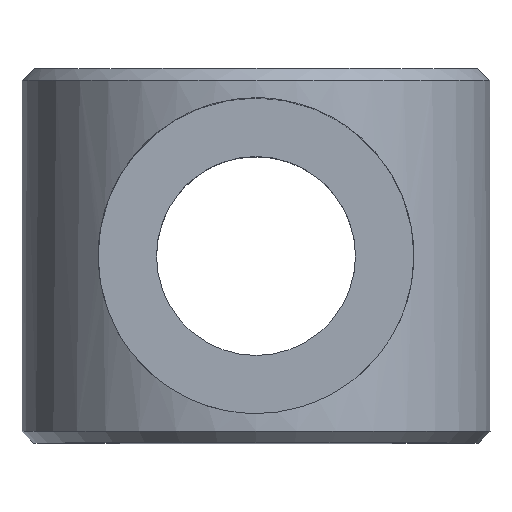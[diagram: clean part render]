
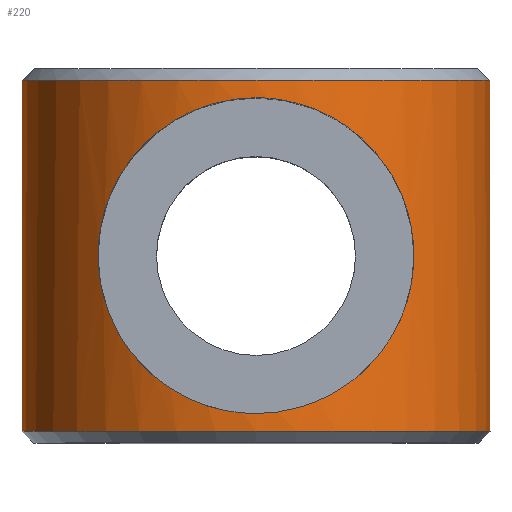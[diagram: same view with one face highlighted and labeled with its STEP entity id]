
A CAD part, top view. The second image highlights one B-rep face of the part: STEP entity #220.
In plain terms, the highlighted cylindrical face has radius 10 mm (diameter 20 mm), a full revolution.
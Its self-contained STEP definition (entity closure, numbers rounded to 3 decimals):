
#15=B_SPLINE_CURVE_WITH_KNOTS('',3,(#369,#370,#371,#372,#373,#374,#375,
#376,#377,#378),.UNSPECIFIED.,.F.,.F.,(4,2,2,2,4),(0.,0.267,
0.534,0.797,1.061),.UNSPECIFIED.);
#16=B_SPLINE_CURVE_WITH_KNOTS('',3,(#380,#381,#382,#383,#384,#385,#386,
#387,#388,#389,#390,#391,#392,#393,#394,#395,#396,#397),.UNSPECIFIED.,.F.,
 .F.,(4,2,2,2,2,2,2,2,4),(-3.182,-2.919,-2.655,
-2.388,-2.122,-1.855,-1.588,
-1.324,-1.061),.UNSPECIFIED.);
#17=B_SPLINE_CURVE_WITH_KNOTS('',3,(#398,#399,#400,#401,#402,#403,#404,
#405,#406,#407),.UNSPECIFIED.,.F.,.F.,(4,2,2,2,4),(-1.061,-0.797,
-0.534,-0.267,0.),.UNSPECIFIED.);
#18=B_SPLINE_CURVE_WITH_KNOTS('',3,(#410,#411,#412,#413,#414,#415,#416,
#417,#418,#419,#420,#421,#422,#423,#424,#425,#426,#427,#428,#429,#430,#431,
#432,#433,#434,#435,#436,#437,#438,#439,#440,#441,#442,#443),
 .UNSPECIFIED.,.T.,.F.,(4,2,2,2,2,2,2,2,2,2,2,2,2,2,2,2,4),(-2.598,
-2.435,-2.273,-2.111,-1.948,
-1.786,-1.624,-1.461,-1.299,
-1.136,-0.974,-0.812,-0.649,
-0.487,-0.325,-0.162,0.),
 .UNSPECIFIED.);
#21=CYLINDRICAL_SURFACE('',#261,10.);
#25=FACE_BOUND('',#59,.T.);
#26=CIRCLE('',#244,10.);
#30=CIRCLE('',#253,10.);
#31=CIRCLE('',#254,10.);
#32=CIRCLE('',#258,10.);
#33=CIRCLE('',#259,10.);
#45=FACE_OUTER_BOUND('',#58,.T.);
#58=EDGE_LOOP('',(#187,#188,#189,#190,#191,#192,#193,#194,#195,#196,#197,
#198,#199,#200));
#59=EDGE_LOOP('',(#201));
#61=LINE('',#330,#76);
#67=LINE('',#344,#82);
#74=LINE('',#454,#89);
#75=LINE('',#455,#90);
#76=VECTOR('',#267,10.);
#82=VECTOR('',#279,10.);
#89=VECTOR('',#318,10.);
#90=VECTOR('',#319,10.);
#93=VERTEX_POINT('',#324);
#95=VERTEX_POINT('',#329);
#98=VERTEX_POINT('',#337);
#100=VERTEX_POINT('',#343);
#105=VERTEX_POINT('',#362);
#106=VERTEX_POINT('',#366);
#107=VERTEX_POINT('',#368);
#108=VERTEX_POINT('',#379);
#109=VERTEX_POINT('',#409);
#110=VERTEX_POINT('',#446);
#111=VERTEX_POINT('',#447);
#114=EDGE_CURVE('',#95,#93,#61,.T.);
#118=EDGE_CURVE('',#98,#95,#26,.T.);
#121=EDGE_CURVE('',#100,#98,#67,.T.);
#129=EDGE_CURVE('',#105,#100,#30,.T.);
#130=EDGE_CURVE('',#93,#105,#31,.T.);
#132=EDGE_CURVE('',#107,#106,#15,.F.);
#133=EDGE_CURVE('',#108,#107,#16,.F.);
#134=EDGE_CURVE('',#106,#108,#17,.F.);
#135=EDGE_CURVE('',#109,#109,#18,.F.);
#137=EDGE_CURVE('',#110,#111,#32,.T.);
#138=EDGE_CURVE('',#111,#110,#33,.T.);
#141=EDGE_CURVE('',#110,#107,#74,.T.);
#142=EDGE_CURVE('',#108,#105,#75,.T.);
#187=ORIENTED_EDGE('',*,*,#137,.T.);
#188=ORIENTED_EDGE('',*,*,#138,.T.);
#189=ORIENTED_EDGE('',*,*,#141,.T.);
#190=ORIENTED_EDGE('',*,*,#132,.T.);
#191=ORIENTED_EDGE('',*,*,#134,.T.);
#192=ORIENTED_EDGE('',*,*,#142,.T.);
#193=ORIENTED_EDGE('',*,*,#129,.T.);
#194=ORIENTED_EDGE('',*,*,#121,.T.);
#195=ORIENTED_EDGE('',*,*,#118,.T.);
#196=ORIENTED_EDGE('',*,*,#114,.T.);
#197=ORIENTED_EDGE('',*,*,#130,.T.);
#198=ORIENTED_EDGE('',*,*,#142,.F.);
#199=ORIENTED_EDGE('',*,*,#133,.T.);
#200=ORIENTED_EDGE('',*,*,#141,.F.);
#201=ORIENTED_EDGE('',*,*,#135,.T.);
#220=ADVANCED_FACE('',(#45,#25),#21,.T.);
#244=AXIS2_PLACEMENT_3D('',#338,#273,#274);
#253=AXIS2_PLACEMENT_3D('',#363,#297,#298);
#254=AXIS2_PLACEMENT_3D('',#364,#299,#300);
#258=AXIS2_PLACEMENT_3D('',#448,#309,#310);
#259=AXIS2_PLACEMENT_3D('',#449,#311,#312);
#261=AXIS2_PLACEMENT_3D('',#453,#316,#317);
#267=DIRECTION('',(0.,1.,0.));
#273=DIRECTION('center_axis',(0.,-1.,0.));
#274=DIRECTION('ref_axis',(0.,0.,-1.));
#279=DIRECTION('',(0.,-1.,0.));
#297=DIRECTION('center_axis',(0.,-1.,0.));
#298=DIRECTION('ref_axis',(0.,0.,1.));
#299=DIRECTION('center_axis',(0.,-1.,0.));
#300=DIRECTION('ref_axis',(0.,0.,1.));
#309=DIRECTION('center_axis',(0.,1.,0.));
#310=DIRECTION('ref_axis',(0.,0.,1.));
#311=DIRECTION('center_axis',(0.,1.,0.));
#312=DIRECTION('ref_axis',(0.,0.,1.));
#316=DIRECTION('center_axis',(0.,-1.,0.));
#317=DIRECTION('ref_axis',(0.,0.,-1.));
#318=DIRECTION('',(0.,1.,0.));
#319=DIRECTION('',(0.,1.,0.));
#324=CARTESIAN_POINT('',(4.,15.5,-9.165));
#329=CARTESIAN_POINT('',(4.,14.,-9.165));
#330=CARTESIAN_POINT('',(4.,16.,-9.165));
#337=CARTESIAN_POINT('',(-4.,14.,-9.165));
#338=CARTESIAN_POINT('Origin',(0.,14.,0.));
#343=CARTESIAN_POINT('',(-4.,15.5,-9.165));
#344=CARTESIAN_POINT('',(-4.,16.,-9.165));
#362=CARTESIAN_POINT('',(0.,15.5,10.));
#363=CARTESIAN_POINT('Origin',(0.,15.5,0.));
#364=CARTESIAN_POINT('Origin',(0.,15.5,0.));
#366=CARTESIAN_POINT('',(-6.75,8.,7.378));
#368=CARTESIAN_POINT('',(0.,1.25,10.));
#369=CARTESIAN_POINT('Ctrl Pts',(-6.75,8.,7.378));
#370=CARTESIAN_POINT('Ctrl Pts',(-6.75,7.111,7.378));
#371=CARTESIAN_POINT('Ctrl Pts',(-6.566,6.199,7.555));
#372=CARTESIAN_POINT('Ctrl Pts',(-5.871,4.552,8.107));
#373=CARTESIAN_POINT('Ctrl Pts',(-5.36,3.814,8.469));
#374=CARTESIAN_POINT('Ctrl Pts',(-4.193,2.647,9.102));
#375=CARTESIAN_POINT('Ctrl Pts',(-3.453,2.131,9.424));
#376=CARTESIAN_POINT('Ctrl Pts',(-1.797,1.432,9.875));
#377=CARTESIAN_POINT('Ctrl Pts',(-0.879,1.25,10.));
#378=CARTESIAN_POINT('Ctrl Pts',(0.,1.25,
10.));
#379=CARTESIAN_POINT('',(0.,14.75,10.));
#380=CARTESIAN_POINT('Ctrl Pts',(0.,1.25,
10.));
#381=CARTESIAN_POINT('Ctrl Pts',(0.879,1.25,10.));
#382=CARTESIAN_POINT('Ctrl Pts',(1.797,1.432,9.875));
#383=CARTESIAN_POINT('Ctrl Pts',(3.453,2.131,9.424));
#384=CARTESIAN_POINT('Ctrl Pts',(4.193,2.647,9.102));
#385=CARTESIAN_POINT('Ctrl Pts',(5.36,3.814,8.469));
#386=CARTESIAN_POINT('Ctrl Pts',(5.871,4.552,8.107));
#387=CARTESIAN_POINT('Ctrl Pts',(6.566,6.199,7.555));
#388=CARTESIAN_POINT('Ctrl Pts',(6.75,7.111,7.378));
#389=CARTESIAN_POINT('Ctrl Pts',(6.75,8.889,7.378));
#390=CARTESIAN_POINT('Ctrl Pts',(6.566,9.801,7.555));
#391=CARTESIAN_POINT('Ctrl Pts',(5.871,11.448,8.107));
#392=CARTESIAN_POINT('Ctrl Pts',(5.36,12.186,8.469));
#393=CARTESIAN_POINT('Ctrl Pts',(4.193,13.353,9.102));
#394=CARTESIAN_POINT('Ctrl Pts',(3.453,13.869,9.424));
#395=CARTESIAN_POINT('Ctrl Pts',(1.797,14.568,9.875));
#396=CARTESIAN_POINT('Ctrl Pts',(0.879,14.75,10.));
#397=CARTESIAN_POINT('Ctrl Pts',(0.,14.75,10.));
#398=CARTESIAN_POINT('Ctrl Pts',(0.,14.75,10.));
#399=CARTESIAN_POINT('Ctrl Pts',(-0.879,14.75,10.));
#400=CARTESIAN_POINT('Ctrl Pts',(-1.797,14.568,9.875));
#401=CARTESIAN_POINT('Ctrl Pts',(-3.453,13.869,9.424));
#402=CARTESIAN_POINT('Ctrl Pts',(-4.193,13.353,9.102));
#403=CARTESIAN_POINT('Ctrl Pts',(-5.36,12.186,8.469));
#404=CARTESIAN_POINT('Ctrl Pts',(-5.871,11.448,8.107));
#405=CARTESIAN_POINT('Ctrl Pts',(-6.566,9.801,7.555));
#406=CARTESIAN_POINT('Ctrl Pts',(-6.75,8.889,7.378));
#407=CARTESIAN_POINT('Ctrl Pts',(-6.75,8.,7.378));
#409=CARTESIAN_POINT('',(-4.25,8.,-9.052));
#410=CARTESIAN_POINT('Ctrl Pts',(-4.25,8.,-9.052));
#411=CARTESIAN_POINT('Ctrl Pts',(-4.25,8.542,-9.052));
#412=CARTESIAN_POINT('Ctrl Pts',(-4.14,9.114,-9.106));
#413=CARTESIAN_POINT('Ctrl Pts',(-3.705,10.158,-9.291));
#414=CARTESIAN_POINT('Ctrl Pts',(-3.379,10.631,-9.42));
#415=CARTESIAN_POINT('Ctrl Pts',(-2.632,11.378,-9.655));
#416=CARTESIAN_POINT('Ctrl Pts',(-2.159,11.705,-9.779));
#417=CARTESIAN_POINT('Ctrl Pts',(-1.113,12.141,-9.952));
#418=CARTESIAN_POINT('Ctrl Pts',(-0.541,12.25,-10.));
#419=CARTESIAN_POINT('Ctrl Pts',(0.541,12.25,-10.));
#420=CARTESIAN_POINT('Ctrl Pts',(1.113,12.141,-9.952));
#421=CARTESIAN_POINT('Ctrl Pts',(2.159,11.705,-9.779));
#422=CARTESIAN_POINT('Ctrl Pts',(2.632,11.378,-9.655));
#423=CARTESIAN_POINT('Ctrl Pts',(3.379,10.631,-9.42));
#424=CARTESIAN_POINT('Ctrl Pts',(3.705,10.158,-9.291));
#425=CARTESIAN_POINT('Ctrl Pts',(4.14,9.114,-9.106));
#426=CARTESIAN_POINT('Ctrl Pts',(4.25,8.542,-9.052));
#427=CARTESIAN_POINT('Ctrl Pts',(4.25,7.458,-9.052));
#428=CARTESIAN_POINT('Ctrl Pts',(4.14,6.886,-9.106));
#429=CARTESIAN_POINT('Ctrl Pts',(3.705,5.842,-9.291));
#430=CARTESIAN_POINT('Ctrl Pts',(3.379,5.369,-9.42));
#431=CARTESIAN_POINT('Ctrl Pts',(2.632,4.622,-9.655));
#432=CARTESIAN_POINT('Ctrl Pts',(2.159,4.295,-9.779));
#433=CARTESIAN_POINT('Ctrl Pts',(1.113,3.859,-9.952));
#434=CARTESIAN_POINT('Ctrl Pts',(0.541,3.75,-10.));
#435=CARTESIAN_POINT('Ctrl Pts',(-0.541,3.75,-10.));
#436=CARTESIAN_POINT('Ctrl Pts',(-1.113,3.859,-9.952));
#437=CARTESIAN_POINT('Ctrl Pts',(-2.159,4.295,-9.779));
#438=CARTESIAN_POINT('Ctrl Pts',(-2.632,4.622,-9.655));
#439=CARTESIAN_POINT('Ctrl Pts',(-3.379,5.369,-9.42));
#440=CARTESIAN_POINT('Ctrl Pts',(-3.705,5.842,-9.291));
#441=CARTESIAN_POINT('Ctrl Pts',(-4.14,6.886,-9.106));
#442=CARTESIAN_POINT('Ctrl Pts',(-4.25,7.458,-9.052));
#443=CARTESIAN_POINT('Ctrl Pts',(-4.25,8.,-9.052));
#446=CARTESIAN_POINT('',(0.,0.5,10.));
#447=CARTESIAN_POINT('',(0.,0.5,-10.));
#448=CARTESIAN_POINT('Origin',(0.,0.5,0.));
#449=CARTESIAN_POINT('Origin',(0.,0.5,0.));
#453=CARTESIAN_POINT('Origin',(0.,16.,0.));
#454=CARTESIAN_POINT('',(0.,16.,10.));
#455=CARTESIAN_POINT('',(0.,16.,10.));
